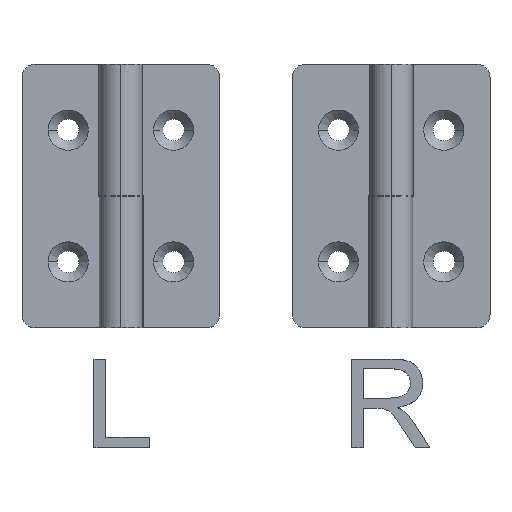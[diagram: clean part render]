
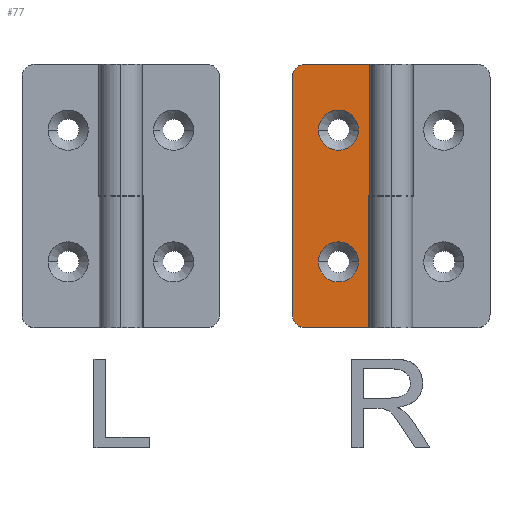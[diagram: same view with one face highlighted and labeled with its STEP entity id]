
A CAD part, top view. The second image highlights one B-rep face of the part: STEP entity #77.
In plain terms, the highlighted planar face has unit normal (0, 0, 1).
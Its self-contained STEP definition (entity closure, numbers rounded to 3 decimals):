
#35=FACE_BOUND('',#296,.T.);
#36=FACE_BOUND('',#297,.T.);
#77=ADVANCED_FACE('',(#183,#35,#36),#1739,.T.);
#183=FACE_OUTER_BOUND('',#295,.T.);
#295=EDGE_LOOP('',(#535,#536,#537,#538,#539,#540,#541,#542));
#296=EDGE_LOOP('',(#543,#544));
#297=EDGE_LOOP('',(#545,#546));
#535=ORIENTED_EDGE('',*,*,#1009,.F.);
#536=ORIENTED_EDGE('',*,*,#1021,.T.);
#537=ORIENTED_EDGE('',*,*,#1011,.T.);
#538=ORIENTED_EDGE('',*,*,#1012,.T.);
#539=ORIENTED_EDGE('',*,*,#1013,.T.);
#540=ORIENTED_EDGE('',*,*,#992,.T.);
#541=ORIENTED_EDGE('',*,*,#1014,.T.);
#542=ORIENTED_EDGE('',*,*,#1022,.T.);
#543=ORIENTED_EDGE('',*,*,#1028,.F.);
#544=ORIENTED_EDGE('',*,*,#985,.F.);
#545=ORIENTED_EDGE('',*,*,#983,.T.);
#546=ORIENTED_EDGE('',*,*,#1026,.T.);
#983=EDGE_CURVE('',#1582,#1610,#1374,.T.);
#985=EDGE_CURVE('',#1585,#1613,#1375,.T.);
#992=EDGE_CURVE('',#1587,#1591,#1523,.T.);
#1009=EDGE_CURVE('',#1604,#1605,#1233,.T.);
#1011=EDGE_CURVE('',#1606,#1607,#1235,.T.);
#1012=EDGE_CURVE('',#1607,#1608,#1236,.T.);
#1013=EDGE_CURVE('',#1608,#1587,#1237,.T.);
#1014=EDGE_CURVE('',#1591,#1609,#1238,.T.);
#1021=EDGE_CURVE('',#1604,#1606,#1386,.T.);
#1022=EDGE_CURVE('',#1609,#1605,#1387,.T.);
#1026=EDGE_CURVE('',#1610,#1582,#1390,.T.);
#1028=EDGE_CURVE('',#1613,#1585,#1391,.T.);
#1233=B_SPLINE_CURVE_WITH_KNOTS('',1,(#2804,#2805),.UNSPECIFIED.,.F.,.F.,
(2,2),(0.,36.),.UNSPECIFIED.);
#1235=B_SPLINE_CURVE_WITH_KNOTS('',1,(#2808,#2809),.UNSPECIFIED.,.F.,.F.,
(2,2),(0.,9.6),.UNSPECIFIED.);
#1236=B_SPLINE_CURVE_WITH_KNOTS('',1,(#2810,#2811),.UNSPECIFIED.,.F.,.F.,
(2,2),(0.,20.05),.UNSPECIFIED.);
#1237=B_SPLINE_CURVE_WITH_KNOTS('',1,(#2812,#2813),.UNSPECIFIED.,.F.,.F.,
(2,2),(0.,3.4),.UNSPECIFIED.);
#1238=B_SPLINE_CURVE_WITH_KNOTS('',1,(#2814,#2815),.UNSPECIFIED.,.F.,.F.,
(2,2),(0.,13.),.UNSPECIFIED.);
#1374=TRIMMED_CURVE($,#1450,(#2740),(#2741),.T.,.CARTESIAN.);
#1375=TRIMMED_CURVE($,#1451,(#2747),(#2748),.T.,.CARTESIAN.);
#1386=TRIMMED_CURVE($,#1462,(#2830),(#2831),.T.,.CARTESIAN.);
#1387=TRIMMED_CURVE($,#1463,(#2833),(#2834),.T.,.CARTESIAN.);
#1390=TRIMMED_CURVE($,#1466,(#2846),(#2847),.T.,.CARTESIAN.);
#1391=TRIMMED_CURVE($,#1467,(#2853),(#2854),.T.,.CARTESIAN.);
#1450=CIRCLE('',#1965,3.05);
#1451=CIRCLE('',#1966,3.05);
#1462=CIRCLE('',#1977,2.);
#1463=CIRCLE('',#1978,2.);
#1466=CIRCLE('',#1981,3.05);
#1467=CIRCLE('',#1982,3.05);
#1523=(
BOUNDED_CURVE()
B_SPLINE_CURVE(1,(#2766,#2767),.UNSPECIFIED.,.F.,.F.)
B_SPLINE_CURVE_WITH_KNOTS((2,2),(-19.95,0.),.UNSPECIFIED.)
CURVE()
GEOMETRIC_REPRESENTATION_ITEM()
RATIONAL_B_SPLINE_CURVE((1.,1.))
REPRESENTATION_ITEM('')
);
#1582=VERTEX_POINT('',#2700);
#1585=VERTEX_POINT('',#2703);
#1587=VERTEX_POINT('',#2705);
#1591=VERTEX_POINT('',#2709);
#1604=VERTEX_POINT('',#2722);
#1605=VERTEX_POINT('',#2723);
#1606=VERTEX_POINT('',#2724);
#1607=VERTEX_POINT('',#2725);
#1608=VERTEX_POINT('',#2726);
#1609=VERTEX_POINT('',#2727);
#1610=VERTEX_POINT('',#2728);
#1613=VERTEX_POINT('',#2731);
#1739=PLANE('',#1956);
#1956=AXIS2_PLACEMENT_3D('',#2652,#2138,$);
#1965=AXIS2_PLACEMENT_3D($,#2739,#2148,#2149);
#1966=AXIS2_PLACEMENT_3D($,#2746,#2150,#2151);
#1977=AXIS2_PLACEMENT_3D($,#2829,#2172,#2173);
#1978=AXIS2_PLACEMENT_3D($,#2832,#2174,#2175);
#1981=AXIS2_PLACEMENT_3D($,#2845,#2180,#2181);
#1982=AXIS2_PLACEMENT_3D($,#2852,#2182,#2183);
#2138=DIRECTION('',(0.,0.,1.));
#2148=DIRECTION('',(0.,0.,-1.));
#2149=DIRECTION('',(1.,0.,0.));
#2150=DIRECTION('',(0.,0.,1.));
#2151=DIRECTION('',(1.,0.,0.));
#2172=DIRECTION('',(0.,0.,1.));
#2173=DIRECTION('',(-1.,0.,0.));
#2174=DIRECTION('',(0.,0.,1.));
#2175=DIRECTION('',(0.,1.,0.));
#2180=DIRECTION('',(0.,0.,-1.));
#2181=DIRECTION('',(-1.,0.,0.));
#2182=DIRECTION('',(0.,0.,1.));
#2183=DIRECTION('',(-1.,0.,0.));
#2652=CARTESIAN_POINT('',(-18.466,-4.012,7.536));
#2700=CARTESIAN_POINT('',(-6.904,10.,7.536));
#2703=CARTESIAN_POINT('',(-6.904,30.,7.536));
#2705=CARTESIAN_POINT('',(-1.954,20.05,7.536));
#2709=CARTESIAN_POINT('',(-1.954,40.,7.536));
#2722=CARTESIAN_POINT('',(-16.954,2.,7.536));
#2723=CARTESIAN_POINT('',(-16.954,38.,7.536));
#2724=CARTESIAN_POINT('',(-14.954,0.,7.536));
#2725=CARTESIAN_POINT('',(-5.354,0.,7.536));
#2726=CARTESIAN_POINT('',(-5.354,20.05,7.536));
#2727=CARTESIAN_POINT('',(-14.954,40.,7.536));
#2728=CARTESIAN_POINT('',(-13.004,10.,7.536));
#2731=CARTESIAN_POINT('',(-13.004,30.,7.536));
#2739=CARTESIAN_POINT('',(-9.954,10.,7.536));
#2740=CARTESIAN_POINT('',(-6.904,10.,7.536));
#2741=CARTESIAN_POINT('',(-13.004,10.,7.536));
#2746=CARTESIAN_POINT('',(-9.954,30.,7.536));
#2747=CARTESIAN_POINT('',(-6.904,30.,7.536));
#2748=CARTESIAN_POINT('',(-13.004,30.,7.536));
#2766=CARTESIAN_POINT('',(-1.954,20.05,7.536));
#2767=CARTESIAN_POINT('',(-1.954,40.,7.536));
#2804=CARTESIAN_POINT('',(-16.954,2.,7.536));
#2805=CARTESIAN_POINT('',(-16.954,38.,7.536));
#2808=CARTESIAN_POINT('',(-14.954,0.,7.536));
#2809=CARTESIAN_POINT('',(-5.354,0.,7.536));
#2810=CARTESIAN_POINT('',(-5.354,0.,7.536));
#2811=CARTESIAN_POINT('',(-5.354,20.05,7.536));
#2812=CARTESIAN_POINT('',(-5.354,20.05,7.536));
#2813=CARTESIAN_POINT('',(-1.954,20.05,7.536));
#2814=CARTESIAN_POINT('',(-1.954,40.,7.536));
#2815=CARTESIAN_POINT('',(-14.954,40.,7.536));
#2829=CARTESIAN_POINT('',(-14.954,2.,7.536));
#2830=CARTESIAN_POINT('',(-16.954,2.,7.536));
#2831=CARTESIAN_POINT('',(-14.954,0.,7.536));
#2832=CARTESIAN_POINT('',(-14.954,38.,7.536));
#2833=CARTESIAN_POINT('',(-14.954,40.,7.536));
#2834=CARTESIAN_POINT('',(-16.954,38.,7.536));
#2845=CARTESIAN_POINT('',(-9.954,10.,7.536));
#2846=CARTESIAN_POINT('',(-13.004,10.,7.536));
#2847=CARTESIAN_POINT('',(-6.904,10.,7.536));
#2852=CARTESIAN_POINT('',(-9.954,30.,7.536));
#2853=CARTESIAN_POINT('',(-13.004,30.,7.536));
#2854=CARTESIAN_POINT('',(-6.904,30.,7.536));
